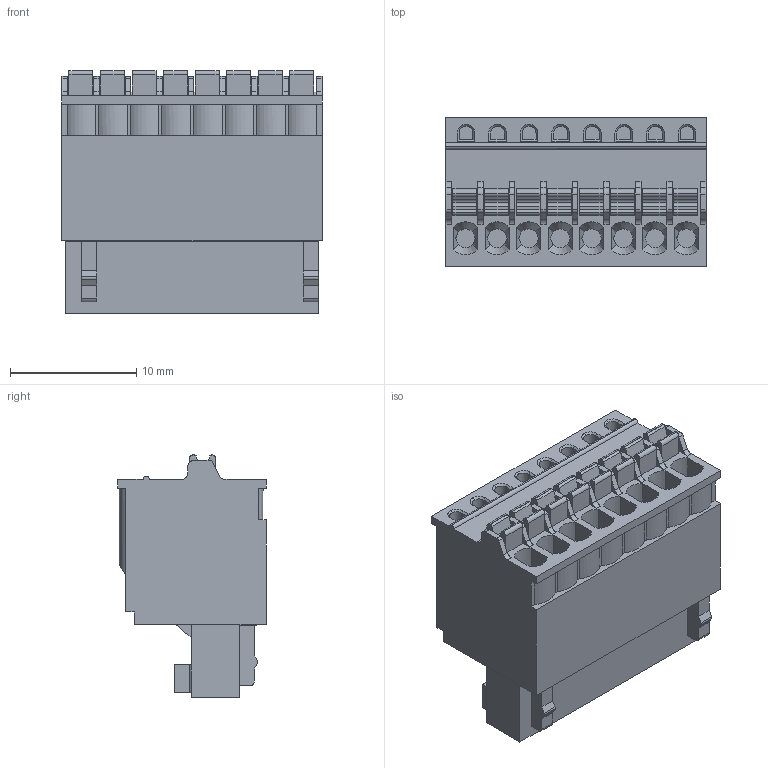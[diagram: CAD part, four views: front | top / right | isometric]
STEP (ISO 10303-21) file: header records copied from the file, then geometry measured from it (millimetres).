
FILE_DESCRIPTION(('CATIA V5R24 STEP','CAx-IF Rec.Pracs.--- Model Styling and Organization---1.2---2011-12-15'),'2;1');
FILE_NAME ('D1462122_0_2439710000_2439710000.stp','2016-04-19T12:45:01+00:00',('none'),('Weidmueller'),'CATIA Version 5-6 Release 2014 SP4','CATIA V5 STEP AP214','none');
FILE_SCHEMA(('AUTOMOTIVE_DESIGN { 1 0 10303 214 1 1 1 1 }'));
Length unit declared in the file: millimetre
Products named in the file (1): 2439710000_BLF 2.50/08/180 SN BK BX
Bounding box: 20.6 x 11.75 x 19.2 mm (x, y, z)
Volume: 2921.5 mm3; surface area: 2336 mm2
Topology: 1 solids, 1 shells, 552 faces, 1427 edges, 924 vertices
Faces by surface type: plane 309, cylinder 179, cone 48, bspline 16
Entity records: 18517 total; most frequent: CARTESIAN_POINT 5465, ORIENTED_EDGE 2854, DIRECTION 2313, EDGE_CURVE 1427, VECTOR 985, LINE 985, VERTEX_POINT 924, AXIS2_PLACEMENT_3D 793
